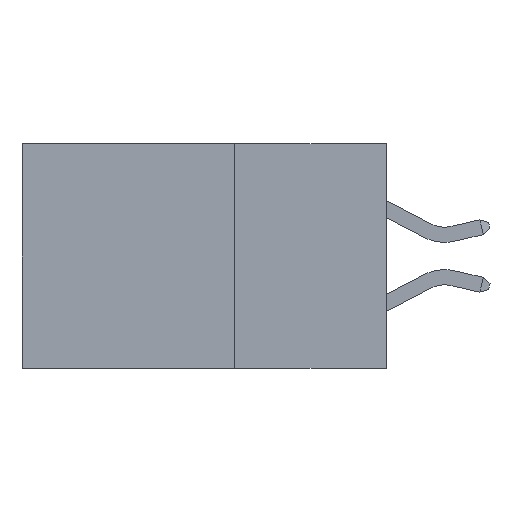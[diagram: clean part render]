
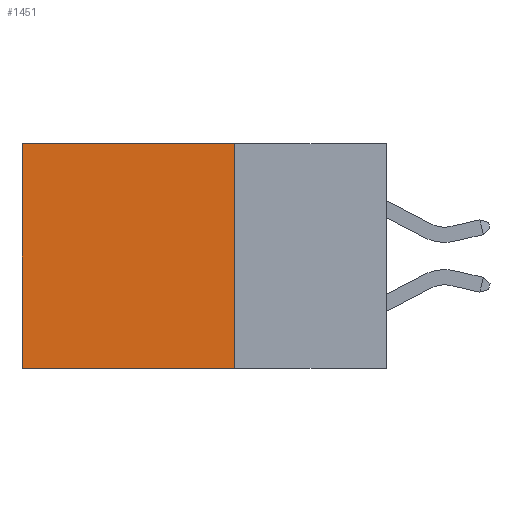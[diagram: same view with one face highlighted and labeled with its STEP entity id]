
A CAD part, left-side view. The second image highlights one B-rep face of the part: STEP entity #1451.
In plain terms, the highlighted planar face has unit normal (-1, 0, 0).
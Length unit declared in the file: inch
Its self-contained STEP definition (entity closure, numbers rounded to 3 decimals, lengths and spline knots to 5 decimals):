
#313 = DIRECTION ( 'NONE',  ( 0., 0., -1. ) ) ;
#476 = DIRECTION ( 'NONE',  ( 1., 0., 0. ) ) ;
#1222 = EDGE_CURVE ( 'NONE', #10530, #4246, #5310, .T. ) ;
#1451 = ADVANCED_FACE ( 'NONE', ( #14708 ), #14841, .F. ) ;
#2049 = EDGE_CURVE ( 'NONE', #12416, #10530, #11955, .T. ) ;
#2600 = CARTESIAN_POINT ( 'NONE',  ( 0.2615, 0.25, -0.37 ) ) ;
#2634 = CARTESIAN_POINT ( 'NONE',  ( 0.2615, 0.6, 0. ) ) ;
#3008 = EDGE_LOOP ( 'NONE', ( #8375, #6208, #14902, #3107 ) ) ;
#3093 = LINE ( 'NONE', #5984, #11828 ) ;
#3107 = ORIENTED_EDGE ( 'NONE', *, *, #2049, .T. ) ;
#3976 = CARTESIAN_POINT ( 'NONE',  ( 0.2615, 0.6, -0.37 ) ) ;
#4246 = VERTEX_POINT ( 'NONE', #5432 ) ;
#4999 = CARTESIAN_POINT ( 'NONE',  ( 0.2615, 0.25, -0.37 ) ) ;
#5310 = LINE ( 'NONE', #3976, #8546 ) ;
#5432 = CARTESIAN_POINT ( 'NONE',  ( 0.2615, 0.6, -0.37 ) ) ;
#5984 = CARTESIAN_POINT ( 'NONE',  ( 0.2615, 0.25, -0.37 ) ) ;
#6208 = ORIENTED_EDGE ( 'NONE', *, *, #11034, .F. ) ;
#6633 = DIRECTION ( 'NONE',  ( 0., 1., 0. ) ) ;
#7130 = CARTESIAN_POINT ( 'NONE',  ( 0.2615, 0.25, 0. ) ) ;
#7194 = DIRECTION ( 'NONE',  ( 0., 1., 0. ) ) ;
#7269 = VECTOR ( 'NONE', #10944, 39.37008 ) ;
#8199 = CARTESIAN_POINT ( 'NONE',  ( 0.2615, 0.25, 0. ) ) ;
#8375 = ORIENTED_EDGE ( 'NONE', *, *, #1222, .T. ) ;
#8546 = VECTOR ( 'NONE', #313, 39.37008 ) ;
#8944 = VERTEX_POINT ( 'NONE', #4999 ) ;
#9329 = CARTESIAN_POINT ( 'NONE',  ( 0.2615, 0.25, -0.37 ) ) ;
#9796 = EDGE_CURVE ( 'NONE', #12416, #8944, #10431, .T. ) ;
#10431 = LINE ( 'NONE', #2600, #7269 ) ;
#10530 = VERTEX_POINT ( 'NONE', #2634 ) ;
#10944 = DIRECTION ( 'NONE',  ( 0., 0., -1. ) ) ;
#11034 = EDGE_CURVE ( 'NONE', #8944, #4246, #3093, .T. ) ;
#11828 = VECTOR ( 'NONE', #7194, 39.37008 ) ;
#11955 = LINE ( 'NONE', #7130, #14514 ) ;
#12416 = VERTEX_POINT ( 'NONE', #8199 ) ;
#12698 = DIRECTION ( 'NONE',  ( 0., 0., -1. ) ) ;
#14514 = VECTOR ( 'NONE', #6633, 39.37008 ) ;
#14708 = FACE_OUTER_BOUND ( 'NONE', #3008, .T. ) ;
#14841 = PLANE ( 'NONE',  #14942 ) ;
#14902 = ORIENTED_EDGE ( 'NONE', *, *, #9796, .F. ) ;
#14942 = AXIS2_PLACEMENT_3D ( 'NONE', #9329, #476, #12698 ) ;
